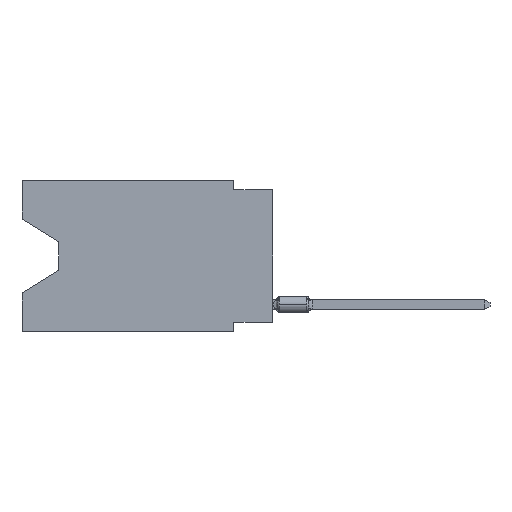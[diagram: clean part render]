
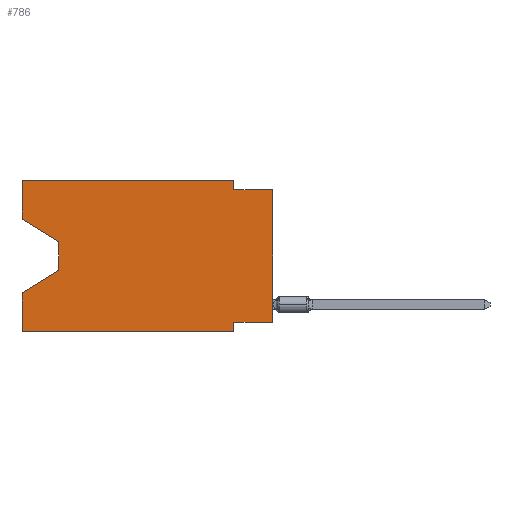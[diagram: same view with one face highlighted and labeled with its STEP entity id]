
A CAD part, left-side view. The second image highlights one B-rep face of the part: STEP entity #786.
In plain terms, the highlighted planar face has unit normal (-1, 0, 0).
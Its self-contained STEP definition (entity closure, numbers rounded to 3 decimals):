
#37 = CARTESIAN_POINT ( 'NONE',  ( 0., 2.54, 0. ) ) ;
#224 = LINE ( 'NONE', #21774, #18287 ) ;
#382 = DIRECTION ( 'NONE',  ( 0., 1., 0. ) ) ;
#605 = CARTESIAN_POINT ( 'NONE',  ( 0., 16.383, 0. ) ) ;
#786 = ADVANCED_FACE ( 'NONE', ( #5423 ), #24771, .F. ) ;
#953 = EDGE_CURVE ( 'NONE', #19770, #24324, #4288, .T. ) ;
#1031 = LINE ( 'NONE', #7473, #7846 ) ;
#1152 = EDGE_CURVE ( 'NONE', #14680, #11048, #20850, .T. ) ;
#1954 = VERTEX_POINT ( 'NONE', #21821 ) ;
#2258 = VECTOR ( 'NONE', #14628, 1000. ) ;
#2509 = ORIENTED_EDGE ( 'NONE', *, *, #7861, .T. ) ;
#2615 = LINE ( 'NONE', #15446, #23622 ) ;
#3107 = CARTESIAN_POINT ( 'NONE',  ( 0., 16.383, -2.546 ) ) ;
#3271 = CARTESIAN_POINT ( 'NONE',  ( 0., 2.54, -0.635 ) ) ;
#3283 = LINE ( 'NONE', #7779, #16587 ) ;
#3962 = LINE ( 'NONE', #14416, #16845 ) ;
#4288 = LINE ( 'NONE', #12920, #17273 ) ;
#4323 = VERTEX_POINT ( 'NONE', #24622 ) ;
#4789 = VECTOR ( 'NONE', #18154, 1000. ) ;
#5109 = EDGE_CURVE ( 'NONE', #15988, #11048, #1031, .T. ) ;
#5423 = FACE_OUTER_BOUND ( 'NONE', #6059, .T. ) ;
#5956 = ORIENTED_EDGE ( 'NONE', *, *, #24956, .T. ) ;
#6059 = EDGE_LOOP ( 'NONE', ( #2509, #5956, #11053, #17745, #21021, #14095, #8510, #15681, #21490, #15022, #24566, #13586 ) ) ;
#6206 = VERTEX_POINT ( 'NONE', #24985 ) ;
#6269 = CARTESIAN_POINT ( 'NONE',  ( 0., 13.97, -5.893 ) ) ;
#7473 = CARTESIAN_POINT ( 'NONE',  ( 0., 0., 0. ) ) ;
#7556 = CARTESIAN_POINT ( 'NONE',  ( 0., 16.383, 0. ) ) ;
#7779 = CARTESIAN_POINT ( 'NONE',  ( 0., 13.97, -4.013 ) ) ;
#7846 = VECTOR ( 'NONE', #27111, 1000. ) ;
#7861 = EDGE_CURVE ( 'NONE', #19770, #6206, #224, .T. ) ;
#7947 = CARTESIAN_POINT ( 'NONE',  ( 0., 2.54, 0. ) ) ;
#8471 = EDGE_CURVE ( 'NONE', #24324, #14550, #27194, .T. ) ;
#8510 = ORIENTED_EDGE ( 'NONE', *, *, #12502, .F. ) ;
#9169 = DIRECTION ( 'NONE',  ( 0., 0., 1. ) ) ;
#11048 = VERTEX_POINT ( 'NONE', #21764 ) ;
#11053 = ORIENTED_EDGE ( 'NONE', *, *, #23157, .T. ) ;
#12315 = CARTESIAN_POINT ( 'NONE',  ( 0., 0., -9.271 ) ) ;
#12355 = LINE ( 'NONE', #7947, #12729 ) ;
#12502 = EDGE_CURVE ( 'NONE', #15988, #12581, #2615, .T. ) ;
#12581 = VERTEX_POINT ( 'NONE', #25312 ) ;
#12729 = VECTOR ( 'NONE', #25183, 1000. ) ;
#12920 = CARTESIAN_POINT ( 'NONE',  ( 0., 16.383, 0. ) ) ;
#12928 = LINE ( 'NONE', #6269, #2258 ) ;
#13228 = VECTOR ( 'NONE', #19004, 1000. ) ;
#13586 = ORIENTED_EDGE ( 'NONE', *, *, #953, .F. ) ;
#14095 = ORIENTED_EDGE ( 'NONE', *, *, #14413, .F. ) ;
#14413 = EDGE_CURVE ( 'NONE', #12581, #27777, #3962, .T. ) ;
#14416 = CARTESIAN_POINT ( 'NONE',  ( 0., 2.54, -9.906 ) ) ;
#14550 = VERTEX_POINT ( 'NONE', #37 ) ;
#14628 = DIRECTION ( 'NONE',  ( 0., 0.855, -0.519 ) ) ;
#14633 = CARTESIAN_POINT ( 'NONE',  ( 0., 16.383, 0. ) ) ;
#14680 = VERTEX_POINT ( 'NONE', #3271 ) ;
#14921 = CARTESIAN_POINT ( 'NONE',  ( 0., 0., -0.635 ) ) ;
#15022 = ORIENTED_EDGE ( 'NONE', *, *, #17277, .F. ) ;
#15048 = CARTESIAN_POINT ( 'NONE',  ( 0., 16.383, -7.36 ) ) ;
#15446 = CARTESIAN_POINT ( 'NONE',  ( 0., 0., -9.271 ) ) ;
#15681 = ORIENTED_EDGE ( 'NONE', *, *, #5109, .T. ) ;
#15988 = VERTEX_POINT ( 'NONE', #12315 ) ;
#16242 = VECTOR ( 'NONE', #24192, 1000. ) ;
#16587 = VECTOR ( 'NONE', #20352, 1000. ) ;
#16845 = VECTOR ( 'NONE', #18639, 1000. ) ;
#17079 = VECTOR ( 'NONE', #9169, 1000. ) ;
#17273 = VECTOR ( 'NONE', #19379, 1000. ) ;
#17277 = EDGE_CURVE ( 'NONE', #14550, #14680, #12355, .T. ) ;
#17699 = AXIS2_PLACEMENT_3D ( 'NONE', #24627, #22791, #22647 ) ;
#17745 = ORIENTED_EDGE ( 'NONE', *, *, #25298, .F. ) ;
#18154 = DIRECTION ( 'NONE',  ( 0., -1., 0. ) ) ;
#18287 = VECTOR ( 'NONE', #23603, 1000. ) ;
#18639 = DIRECTION ( 'NONE',  ( 0., 0., -1. ) ) ;
#19004 = DIRECTION ( 'NONE',  ( 0., -1., 0. ) ) ;
#19379 = DIRECTION ( 'NONE',  ( 0., 0., 1. ) ) ;
#19770 = VERTEX_POINT ( 'NONE', #3107 ) ;
#20352 = DIRECTION ( 'NONE',  ( 0., 0., -1. ) ) ;
#20536 = VERTEX_POINT ( 'NONE', #15048 ) ;
#20850 = LINE ( 'NONE', #14921, #13228 ) ;
#21021 = ORIENTED_EDGE ( 'NONE', *, *, #24554, .T. ) ;
#21490 = ORIENTED_EDGE ( 'NONE', *, *, #1152, .F. ) ;
#21764 = CARTESIAN_POINT ( 'NONE',  ( 0., 0., -0.635 ) ) ;
#21774 = CARTESIAN_POINT ( 'NONE',  ( 0., 16.383, -2.546 ) ) ;
#21821 = CARTESIAN_POINT ( 'NONE',  ( 0., 16.383, -9.906 ) ) ;
#22647 = DIRECTION ( 'NONE',  ( 0., 0., -1. ) ) ;
#22791 = DIRECTION ( 'NONE',  ( 1., 0., 0. ) ) ;
#23157 = EDGE_CURVE ( 'NONE', #4323, #20536, #12928, .T. ) ;
#23603 = DIRECTION ( 'NONE',  ( 0., -0.855, -0.519 ) ) ;
#23622 = VECTOR ( 'NONE', #382, 1000. ) ;
#23992 = LINE ( 'NONE', #605, #17079 ) ;
#24192 = DIRECTION ( 'NONE',  ( 0., -1., 0. ) ) ;
#24324 = VERTEX_POINT ( 'NONE', #14633 ) ;
#24554 = EDGE_CURVE ( 'NONE', #1954, #27777, #26325, .T. ) ;
#24566 = ORIENTED_EDGE ( 'NONE', *, *, #8471, .F. ) ;
#24622 = CARTESIAN_POINT ( 'NONE',  ( 0., 13.97, -5.893 ) ) ;
#24627 = CARTESIAN_POINT ( 'NONE',  ( 0., 16.383, 0. ) ) ;
#24771 = PLANE ( 'NONE',  #17699 ) ;
#24956 = EDGE_CURVE ( 'NONE', #6206, #4323, #3283, .T. ) ;
#24985 = CARTESIAN_POINT ( 'NONE',  ( 0., 13.97, -4.013 ) ) ;
#25183 = DIRECTION ( 'NONE',  ( 0., 0., -1. ) ) ;
#25298 = EDGE_CURVE ( 'NONE', #1954, #20536, #23992, .T. ) ;
#25312 = CARTESIAN_POINT ( 'NONE',  ( 0., 2.54, -9.271 ) ) ;
#26052 = CARTESIAN_POINT ( 'NONE',  ( 0., 2.54, -9.906 ) ) ;
#26185 = CARTESIAN_POINT ( 'NONE',  ( 0., 16.383, -9.906 ) ) ;
#26325 = LINE ( 'NONE', #26185, #16242 ) ;
#27111 = DIRECTION ( 'NONE',  ( 0., 0., 1. ) ) ;
#27194 = LINE ( 'NONE', #7556, #4789 ) ;
#27777 = VERTEX_POINT ( 'NONE', #26052 ) ;
